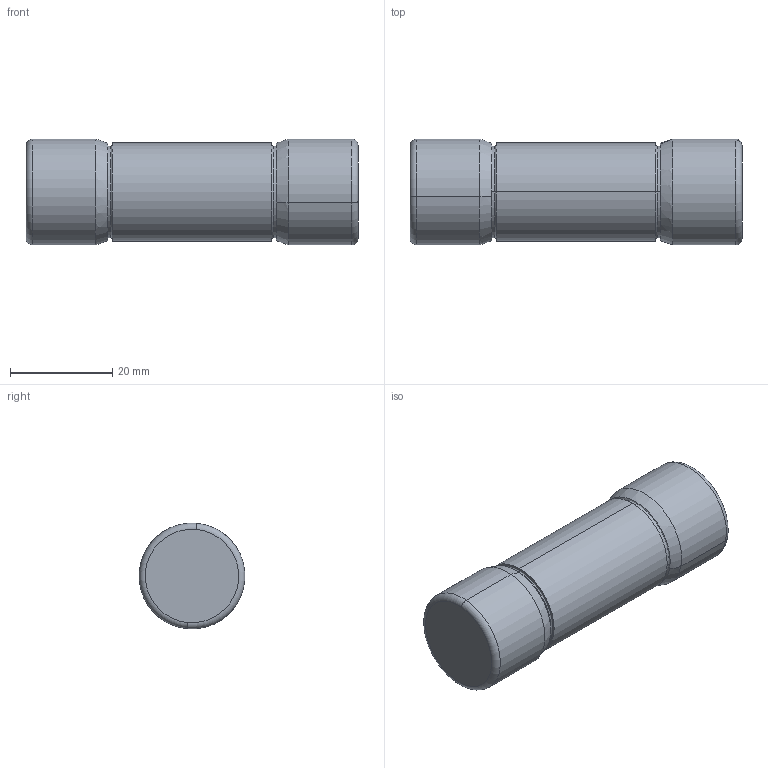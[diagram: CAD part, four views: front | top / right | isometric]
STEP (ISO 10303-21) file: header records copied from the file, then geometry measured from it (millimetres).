
FILE_DESCRIPTION (( 'STEP AP214' ), '1' );
FILE_NAME ('OUT-1212790.STEP', '2024-06-11T12:20:47', ( '' ), ( '' ), 'SwSTEP 2.0', 'SolidWorks 2021', '' );
FILE_SCHEMA (( 'AUTOMOTIVE_DESIGN' ));
Length unit declared in the file: inch
Products named in the file (3): 130381_20 X 65; OUT-1212790; 105408_CRIMPED
Assembly tree (3 placements, depth 2):
  OUT-1212790
    130381_20 X 65
    105408_CRIMPED  x2
Bounding box: 65.02 x 20.72 x 20.72 mm (x, y, z)
Volume: 8734.8 mm3; surface area: 11791 mm2
Topology: 3 solids, 3 shells, 92 faces, 180 edges, 100 vertices
Faces by surface type: torus 28, cylinder 28, cone 16, plane 12, bspline 8
Entity records: 2492 total; most frequent: CARTESIAN_POINT 608, DIRECTION 410, ORIENTED_EDGE 300, AXIS2_PLACEMENT_3D 186, EDGE_CURVE 150, CIRCLE 108, EDGE_LOOP 84, VERTEX_POINT 84
